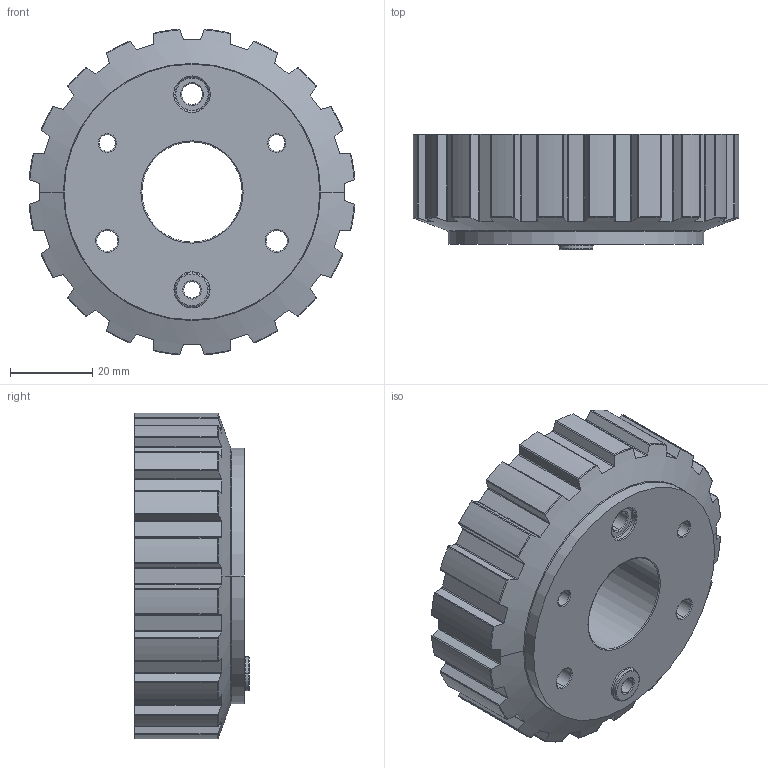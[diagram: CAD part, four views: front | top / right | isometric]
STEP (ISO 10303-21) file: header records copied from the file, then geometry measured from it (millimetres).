
FILE_DESCRIPTION (( 'STEP AP203' ), '1' );
FILE_NAME ('am-3298 20 tooth Molded Tank Pulley Half Rev4.STEP', '2016-02-12T21:29:37', ( '' ), ( '' ), 'SwSTEP 2.0', 'SolidWorks 2014', '' );
FILE_SCHEMA (( 'CONFIG_CONTROL_DESIGN' ));
Length unit declared in the file: inch
Products named in the file (1): am-3298 20 tooth Molded Tank Pulley Half Rev4
Bounding box: 79.24 x 27.94 x 79.24 mm (x, y, z)
Volume: 76982.1 mm3; surface area: 29801.2 mm2
Topology: 1 solids, 1 shells, 718 faces, 1814 edges, 1104 vertices
Faces by surface type: torus 227, cylinder 160, cone 137, bspline 102, plane 92
Entity records: 26511 total; most frequent: CARTESIAN_POINT 9729, ORIENTED_EDGE 3616, DIRECTION 3541, EDGE_CURVE 1808, AXIS2_PLACEMENT_3D 1541, VERTEX_POINT 1104, CIRCLE 924, EDGE_LOOP 744
